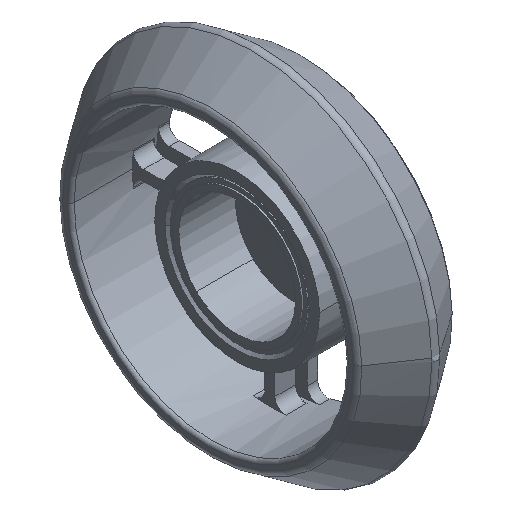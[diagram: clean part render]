
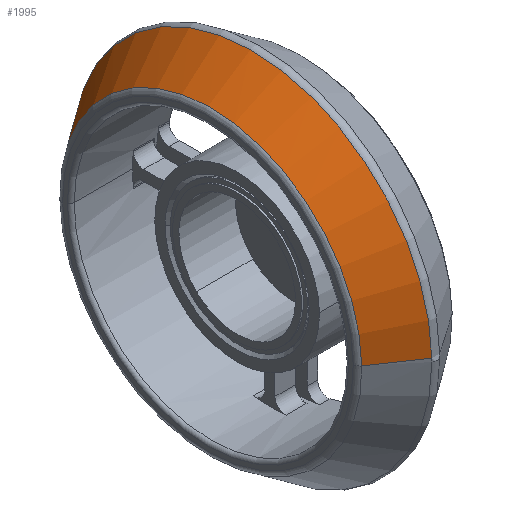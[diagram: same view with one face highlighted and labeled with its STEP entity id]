
A CAD part, isometric view. The second image highlights one B-rep face of the part: STEP entity #1995.
In plain terms, the highlighted conical face has half-angle 35 degrees and reference radius 26.593 mm.
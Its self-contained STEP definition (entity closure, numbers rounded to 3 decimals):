
#19 = ORIENTED_EDGE ( 'NONE', *, *, #270, .F. ) ;
#142 = CARTESIAN_POINT ( 'NONE',  ( -6.074, 26.187, -0.487 ) ) ;
#174 = CIRCLE ( 'NONE', #2269, 21.99 ) ;
#264 = CARTESIAN_POINT ( 'NONE',  ( -5.5, 26.588, -0.494 ) ) ;
#270 = EDGE_CURVE ( 'NONE', #1364, #2557, #3560, .T. ) ;
#338 = DIRECTION ( 'NONE',  ( 0.819, 0.573, -0.011 ) ) ;
#448 = DIRECTION ( 'NONE',  ( 1., 0., 0. ) ) ;
#508 = ORIENTED_EDGE ( 'NONE', *, *, #2871, .T. ) ;
#572 = CARTESIAN_POINT ( 'NONE',  ( -12.074, 21.986, -0.409 ) ) ;
#581 = CONICAL_SURFACE ( 'NONE', #1252, 26.593, 0.611 ) ;
#858 = ORIENTED_EDGE ( 'NONE', *, *, #1994, .T. ) ;
#873 = DIRECTION ( 'NONE',  ( -1., 0., 0. ) ) ;
#1005 = VECTOR ( 'NONE', #338, 1000. ) ;
#1252 = AXIS2_PLACEMENT_3D ( 'NONE', #1851, #448, #3302 ) ;
#1270 = DIRECTION ( 'NONE',  ( 1., 0., 0. ) ) ;
#1364 = VERTEX_POINT ( 'NONE', #572 ) ;
#1491 = CIRCLE ( 'NONE', #2719, 26.191 ) ;
#1550 = VERTEX_POINT ( 'NONE', #3059 ) ;
#1561 = CARTESIAN_POINT ( 'NONE',  ( -6.074, 0., 0. ) ) ;
#1639 = FACE_OUTER_BOUND ( 'NONE', #2559, .T. ) ;
#1670 = AXIS2_PLACEMENT_3D ( 'NONE', #2029, #873, #1769 ) ;
#1769 = DIRECTION ( 'NONE',  ( 0., -1., 0. ) ) ;
#1838 = EDGE_CURVE ( 'NONE', #1364, #3226, #174, .T. ) ;
#1851 = CARTESIAN_POINT ( 'NONE',  ( -5.5, 0., 0. ) ) ;
#1867 = DIRECTION ( 'NONE',  ( 0., -1., 0. ) ) ;
#1994 = EDGE_CURVE ( 'NONE', #3220, #1550, #1491, .T. ) ;
#1995 = ADVANCED_FACE ( 'NONE', ( #1639 ), #581, .T. ) ;
#2029 = CARTESIAN_POINT ( 'NONE',  ( -6.074, 0., 0. ) ) ;
#2044 = EDGE_CURVE ( 'NONE', #3226, #3220, #3456, .T. ) ;
#2189 = DIRECTION ( 'NONE',  ( 0.819, -0.573, 0.011 ) ) ;
#2213 = CARTESIAN_POINT ( 'NONE',  ( -5.5, -26.588, 0.494 ) ) ;
#2269 = AXIS2_PLACEMENT_3D ( 'NONE', #2962, #1270, #3287 ) ;
#2366 = CARTESIAN_POINT ( 'NONE',  ( -6.074, -26.187, 0.487 ) ) ;
#2408 = VECTOR ( 'NONE', #2189, 1000. ) ;
#2459 = ORIENTED_EDGE ( 'NONE', *, *, #2044, .T. ) ;
#2557 = VERTEX_POINT ( 'NONE', #142 ) ;
#2559 = EDGE_LOOP ( 'NONE', ( #2693, #2459, #858, #508, #19 ) ) ;
#2693 = ORIENTED_EDGE ( 'NONE', *, *, #1838, .T. ) ;
#2719 = AXIS2_PLACEMENT_3D ( 'NONE', #1561, #3600, #1867 ) ;
#2871 = EDGE_CURVE ( 'NONE', #1550, #2557, #3619, .T. ) ;
#2962 = CARTESIAN_POINT ( 'NONE',  ( -12.074, 0., 0. ) ) ;
#2965 = CARTESIAN_POINT ( 'NONE',  ( -12.074, -21.986, 0.409 ) ) ;
#3059 = CARTESIAN_POINT ( 'NONE',  ( -6.074, 26.191, 0. ) ) ;
#3220 = VERTEX_POINT ( 'NONE', #2366 ) ;
#3226 = VERTEX_POINT ( 'NONE', #2965 ) ;
#3287 = DIRECTION ( 'NONE',  ( 0., -1., 0.019 ) ) ;
#3302 = DIRECTION ( 'NONE',  ( 0., 1., -0.019 ) ) ;
#3456 = LINE ( 'NONE', #2213, #2408 ) ;
#3560 = LINE ( 'NONE', #264, #1005 ) ;
#3600 = DIRECTION ( 'NONE',  ( -1., 0., 0. ) ) ;
#3619 = CIRCLE ( 'NONE', #1670, 26.191 ) ;
